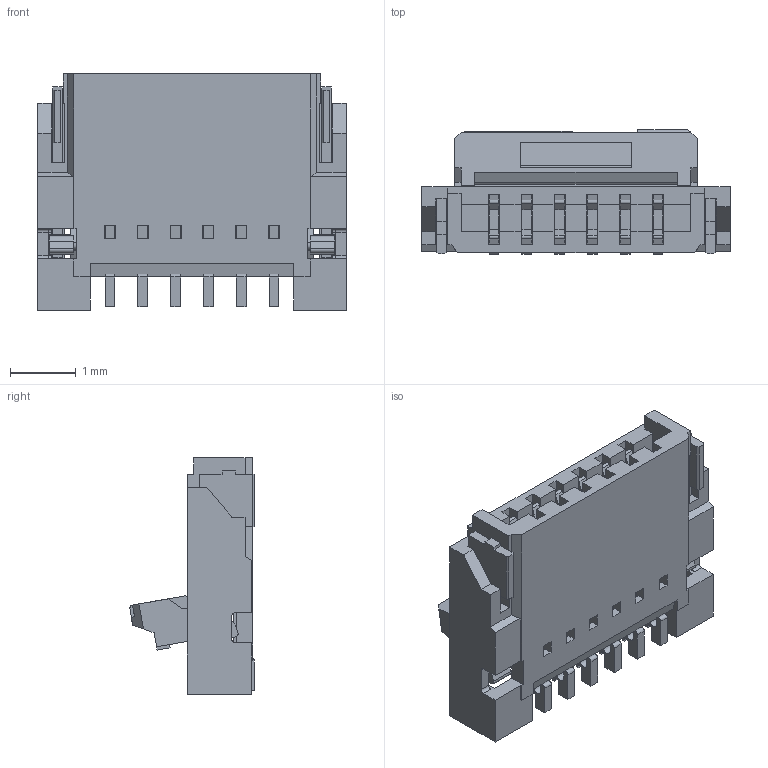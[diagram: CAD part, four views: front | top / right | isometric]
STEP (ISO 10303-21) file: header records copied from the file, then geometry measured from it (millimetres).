
FILE_DESCRIPTION((''),'2;1');
FILE_NAME('5034800600','2015-11-13T',('gsharma'),(''),'PRO/ENGINEER BY PARAMETRIC TECHNOLOGY CORPORATION, 2012310','PRO/ENGINEER BY PARAMETRIC TECHNOLOGY CORPORATION, 2012310','');
FILE_SCHEMA(('CONFIG_CONTROL_DESIGN'));
Length unit declared in the file: millimetre
Products named in the file (1): 5034800600
Bounding box: 4.7 x 1.9 x 3.6 mm (x, y, z)
Volume: 10.8 mm3; surface area: 118.9 mm2
Topology: 2 solids, 2 shells, 521 faces, 1635 edges, 1093 vertices
Faces by surface type: plane 431, cylinder 90
Entity records: 17983 total; most frequent: CARTESIAN_POINT 3222, ORIENTED_EDGE 3206, DIRECTION 2861, EDGE_CURVE 1603, VECTOR 1451, LINE 1451, VERTEX_POINT 1061, AXIS2_PLACEMENT_3D 705
